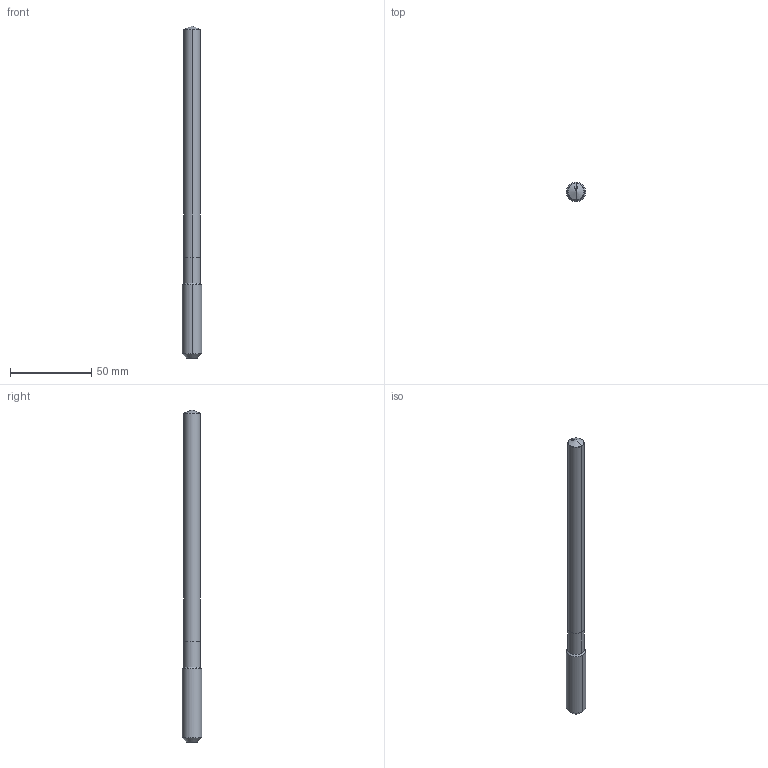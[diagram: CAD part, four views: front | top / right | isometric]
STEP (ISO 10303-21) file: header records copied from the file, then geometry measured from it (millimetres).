
FILE_DESCRIPTION((''),'2;1');
FILE_NAME('608045094-000_ASM','2024-04-11T22:34:30',('AAD_4'),(''),'CREO PARAMETRIC BY PTC INC, 2021184','CREO PARAMETRIC BY PTC INC, 2021184','');
FILE_SCHEMA(('AP242_MANAGED_MODEL_BASED_3D_ENGINEERING_MIM_LF { 1 0 10303 442 1 1 4 }'));
Length unit declared in the file: millimetre
Products named in the file (3): 607924572-000_PRT; 607924576-000_PRT; 608045094-000_ASM
Assembly tree (2 placements, depth 2):
  608045094-000_ASM
    607924572-000_PRT
    607924576-000_PRT
Bounding box: 12 x 12 x 204 mm (x, y, z)
Volume: 17622.5 mm3; surface area: 6984.2 mm2
Topology: 2 solids, 2 shells, 17 faces, 45 edges, 32 vertices
Faces by surface type: cone 8, cylinder 6, plane 3
Entity records: 1501 total; most frequent: DIRECTION 170, CARTESIAN_POINT 132, PROPERTY_DEFINITION 86, REPRESENTATION 84, PROPERTY_DEFINITION_REPRESENTATION 84, AXIS2_PLACEMENT_3D 67, GENERAL_PROPERTY 67, GENERAL_PROPERTY_ASSOCIATION 67
